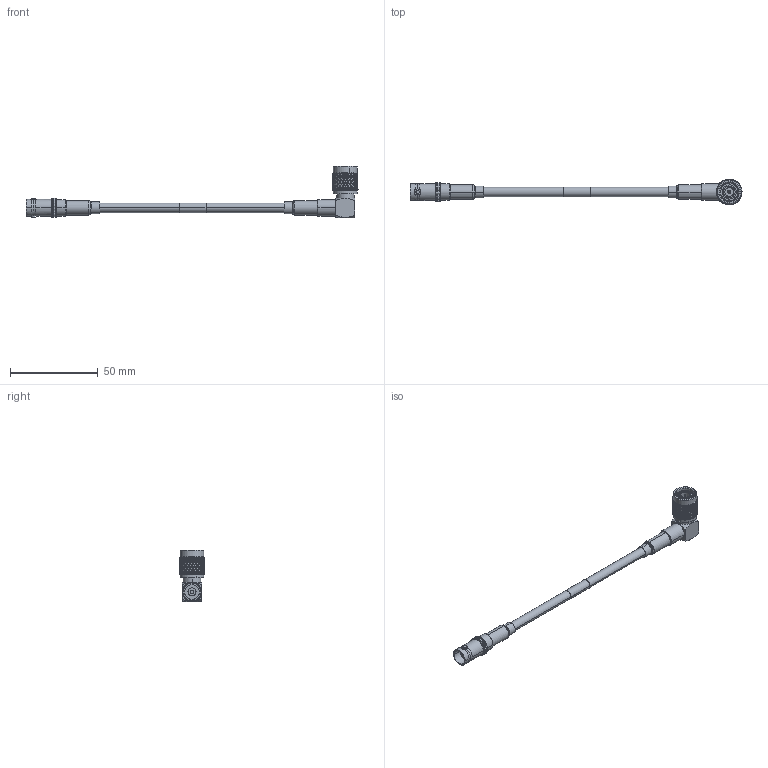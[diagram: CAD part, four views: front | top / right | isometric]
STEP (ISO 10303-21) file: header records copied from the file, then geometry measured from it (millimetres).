
FILE_DESCRIPTION (( 'STEP AP203' ), '1' );
FILE_NAME ('FMCA2710.STEP', '2022-03-09T16:50:53', ( '' ), ( '' ), 'SwSTEP 2.0', 'SolidWorks 2021', '' );
FILE_SCHEMA (( 'CONFIG_CONTROL_DESIGN' ));
Length unit declared in the file: millimetre
Products named in the file (5): CA-240-MA1_.75" Long; RG223_with label; FMCN1573; SC4264_1; FMCA2710
Assembly tree (5 placements, depth 2):
  FMCA2710
    RG223_with label
    FMCN1573
    CA-240-MA1_.75" Long  x2
    SC4264_1
Bounding box: 189.25 x 14.5 x 29.1 mm (x, y, z)
Volume: 8774.9 mm3; surface area: 10266.2 mm2
Topology: 8 solids, 8 shells, 2947 faces, 6393 edges, 3481 vertices
Faces by surface type: bspline 2005, cylinder 808, plane 66, cone 46, torus 22
Entity records: 111131 total; most frequent: CARTESIAN_POINT 69179, ORIENTED_EDGE 12698, EDGE_CURVE 6349, DIRECTION 3694, VERTEX_POINT 3457, EDGE_LOOP 2952, FACE_OUTER_BOUND 2925, ADVANCED_FACE 2925
